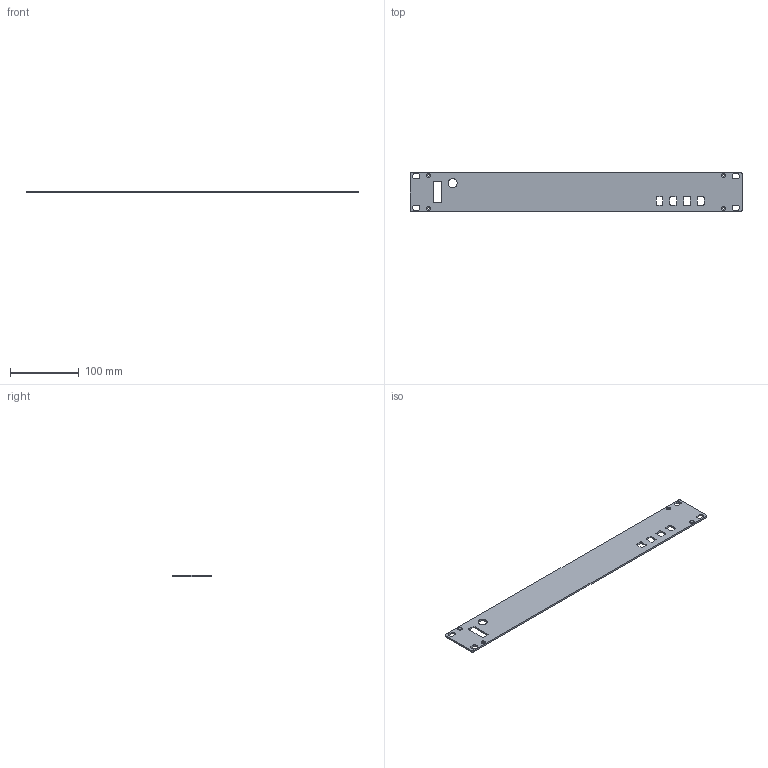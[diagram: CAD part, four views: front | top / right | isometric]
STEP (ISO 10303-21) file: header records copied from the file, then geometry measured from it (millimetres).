
FILE_DESCRIPTION(('Open CASCADE Model'),'2;1');
FILE_NAME('Open CASCADE Shape Model','2024-06-12T12:41:41',('Author'),( 'Open CASCADE'),'Open CASCADE STEP processor 7.5','Open CASCADE 7.5' ,'Unknown');
FILE_SCHEMA(('AUTOMOTIVE_DESIGN { 1 0 10303 214 1 1 1 1 }'));
Length unit declared in the file: millimetre
Products named in the file (1): Open CASCADE STEP translator 7.5 1
Bounding box: 483 x 57.6 x 2.5 mm (x, y, z)
Volume: 66277.2 mm3; surface area: 56915.4 mm2
Topology: 1 solids, 1 shells, 99 faces, 275 edges, 182 vertices
Faces by surface type: cylinder 57, plane 38, cone 4
Full cylindrical faces by diameter (mm): 3.4 x4, 6.4 x4, 13 x1
Entity records: 6896 total; most frequent: CARTESIAN_POINT 1211, DIRECTION 1119, LINE 585, VECTOR 585, ORIENTED_EDGE 550, PCURVE 550, DEFINITIONAL_REPRESENTATION 550, EDGE_CURVE 275
